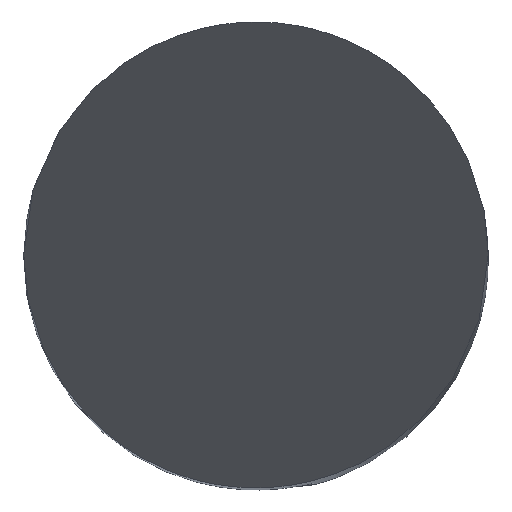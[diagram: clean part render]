
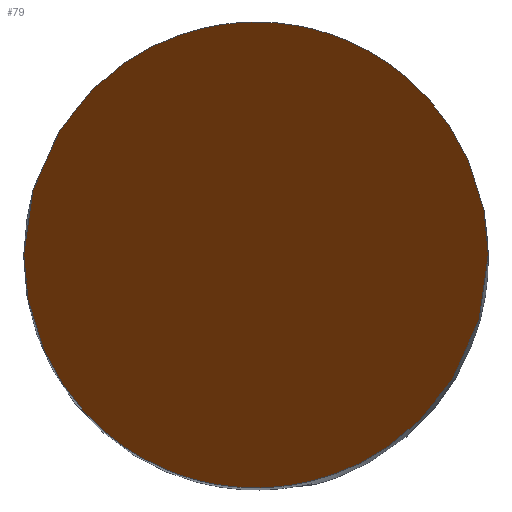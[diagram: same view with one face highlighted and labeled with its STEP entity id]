
A CAD part, top view. The second image highlights one B-rep face of the part: STEP entity #79.
In plain terms, the highlighted planar face has unit normal (0, -0.866, 0.5).
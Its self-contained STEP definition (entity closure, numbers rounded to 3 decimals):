
#79=ADVANCED_FACE('',(#122),#100,.F.);
#100=PLANE('',#645);
#122=FACE_OUTER_BOUND('',#155,.T.);
#155=EDGE_LOOP('',(#307,#308));
#307=ORIENTED_EDGE('',*,*,#489,.F.);
#308=ORIENTED_EDGE('',*,*,#490,.F.);
#422=VERTEX_POINT('',#1127);
#423=VERTEX_POINT('',#1128);
#489=EDGE_CURVE('',#422,#423,#592,.T.);
#490=EDGE_CURVE('',#423,#422,#593,.T.);
#592=(
BOUNDED_CURVE()
B_SPLINE_CURVE(3,(#1123,#1124,#1125,#1126),.UNSPECIFIED.,.F.,.F.)
B_SPLINE_CURVE_WITH_KNOTS((4,4),(0.,1.),.UNSPECIFIED.)
CURVE()
GEOMETRIC_REPRESENTATION_ITEM()
RATIONAL_B_SPLINE_CURVE((1.,0.333,0.333,1.))
REPRESENTATION_ITEM('')
);
#593=(
BOUNDED_CURVE()
B_SPLINE_CURVE(3,(#1129,#1130,#1131,#1132),.UNSPECIFIED.,.F.,.F.)
B_SPLINE_CURVE_WITH_KNOTS((4,4),(0.,1.),.UNSPECIFIED.)
CURVE()
GEOMETRIC_REPRESENTATION_ITEM()
RATIONAL_B_SPLINE_CURVE((1.,0.333,0.333,1.))
REPRESENTATION_ITEM('')
);
#645=AXIS2_PLACEMENT_3D('',#1161,#724,#725);
#724=DIRECTION('',(0.,0.866,-0.5));
#725=DIRECTION('',(0.,-0.5,-0.866));
#1123=CARTESIAN_POINT('',(-3.,0.,0.));
#1124=CARTESIAN_POINT('',(-3.,6.,10.392));
#1125=CARTESIAN_POINT('',(3.,6.,10.392));
#1126=CARTESIAN_POINT('',(3.,0.,0.));
#1127=CARTESIAN_POINT('',(-3.,0.,0.));
#1128=CARTESIAN_POINT('',(3.,0.,0.));
#1129=CARTESIAN_POINT('',(3.,0.,0.));
#1130=CARTESIAN_POINT('',(3.,-6.,-10.392));
#1131=CARTESIAN_POINT('',(-3.,-6.,-10.392));
#1132=CARTESIAN_POINT('',(-3.,0.,0.));
#1161=CARTESIAN_POINT('',(3.,3.,5.196));
